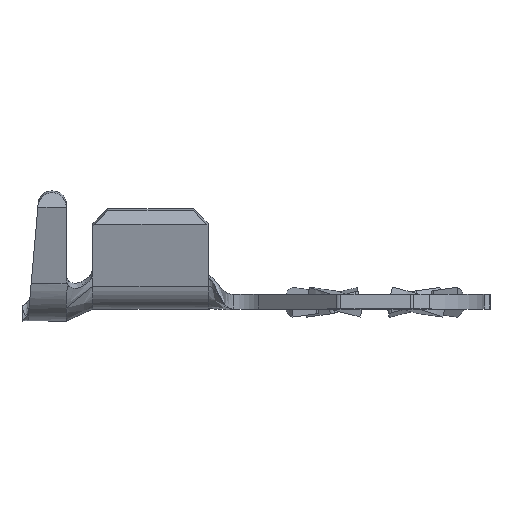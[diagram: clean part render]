
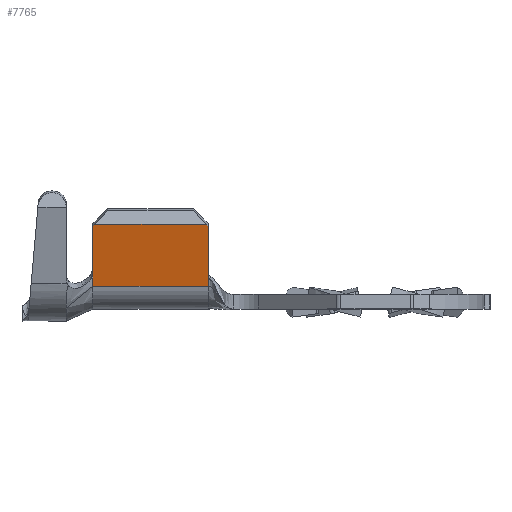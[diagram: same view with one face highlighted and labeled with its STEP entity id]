
A CAD part, top view. The second image highlights one B-rep face of the part: STEP entity #7765.
In plain terms, the highlighted planar face has unit normal (0, -0.222, 0.975).
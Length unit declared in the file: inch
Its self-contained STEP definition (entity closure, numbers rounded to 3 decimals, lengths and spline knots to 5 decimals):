
#170 = VECTOR ( 'NONE', #4632, 39.37008 ) ;
#188 = CARTESIAN_POINT ( 'NONE',  ( -0.477, 0.14008, 0.07176 ) ) ;
#318 = VERTEX_POINT ( 'NONE', #665 ) ;
#359 = VERTEX_POINT ( 'NONE', #6082 ) ;
#657 = EDGE_CURVE ( 'NONE', #359, #4949, #3093, .T. ) ;
#665 = CARTESIAN_POINT ( 'NONE',  ( -0.282, 0.05098, 0.0515 ) ) ;
#720 = CARTESIAN_POINT ( 'NONE',  ( -0.282, 0.03891, 0.04876 ) ) ;
#795 = ORIENTED_EDGE ( 'NONE', *, *, #1135, .F. ) ;
#920 = EDGE_CURVE ( 'NONE', #7840, #4949, #3465, .T. ) ;
#1013 = VECTOR ( 'NONE', #6695, 39.37008 ) ;
#1135 = EDGE_CURVE ( 'NONE', #359, #1554, #2228, .T. ) ;
#1380 = CARTESIAN_POINT ( 'NONE',  ( -0.47365, 0.14335, 0.0725 ) ) ;
#1520 = DIRECTION ( 'NONE',  ( 0., -0.975, -0.222 ) ) ;
#1554 = VERTEX_POINT ( 'NONE', #8535 ) ;
#1702 = CARTESIAN_POINT ( 'NONE',  ( -0.477, 0.03891, 0.04876 ) ) ;
#1788 = VECTOR ( 'NONE', #6833, 39.37008 ) ;
#1917 = CARTESIAN_POINT ( 'NONE',  ( -0.477, 0.06305, 0.05424 ) ) ;
#1943 = CARTESIAN_POINT ( 'NONE',  ( -0.477, 0.14335, 0.0725 ) ) ;
#2021 = LINE ( 'NONE', #7645, #1788 ) ;
#2211 = CARTESIAN_POINT ( 'NONE',  ( -0.282, 0.04294, 0.04967 ) ) ;
#2228 = LINE ( 'NONE', #720, #170 ) ;
#2236 = ORIENTED_EDGE ( 'NONE', *, *, #9701, .T. ) ;
#2397 = VECTOR ( 'NONE', #7975, 39.37008 ) ;
#2641 = VECTOR ( 'NONE', #1520, 39.37008 ) ;
#3093 = LINE ( 'NONE', #4313, #1013 ) ;
#3465 = LINE ( 'NONE', #1943, #9508 ) ;
#3488 = CARTESIAN_POINT ( 'NONE',  ( -0.282, 0.05308, 0.05198 ) ) ;
#3534 = ORIENTED_EDGE ( 'NONE', *, *, #5063, .T. ) ;
#3663 = ORIENTED_EDGE ( 'NONE', *, *, #7447, .T. ) ;
#3690 = DIRECTION ( 'NONE',  ( 0., -0.222, 0.975 ) ) ;
#4053 = VECTOR ( 'NONE', #8377, 39.37008 ) ;
#4313 = CARTESIAN_POINT ( 'NONE',  ( -0.32763, 0.18457, 0.08187 ) ) ;
#4402 = CARTESIAN_POINT ( 'NONE',  ( -0.477, 0.03891, 0.04876 ) ) ;
#4632 = DIRECTION ( 'NONE',  ( 0., -0.975, -0.222 ) ) ;
#4819 = EDGE_LOOP ( 'NONE', ( #6068, #2236, #3663, #7964, #6906, #5874, #3534, #795, #5979 ) ) ;
#4949 = VERTEX_POINT ( 'NONE', #5680 ) ;
#5015 = CARTESIAN_POINT ( 'NONE',  ( -0.282, 0.05098, 0.0515 ) ) ;
#5063 = EDGE_CURVE ( 'NONE', #318, #1554, #7503, .T. ) ;
#5343 = CARTESIAN_POINT ( 'NONE',  ( -0.282, 0.05098, 0.0515 ) ) ;
#5680 = CARTESIAN_POINT ( 'NONE',  ( -0.28535, 0.14335, 0.0725 ) ) ;
#5874 = ORIENTED_EDGE ( 'NONE', *, *, #7507, .F. ) ;
#5979 = ORIENTED_EDGE ( 'NONE', *, *, #657, .T. ) ;
#6068 = ORIENTED_EDGE ( 'NONE', *, *, #920, .F. ) ;
#6082 = CARTESIAN_POINT ( 'NONE',  ( -0.282, 0.14008, 0.07176 ) ) ;
#6138 = LINE ( 'NONE', #4402, #4053 ) ;
#6221 = CARTESIAN_POINT ( 'NONE',  ( -0.477, 0.03891, 0.04876 ) ) ;
#6323 = LINE ( 'NONE', #1702, #2397 ) ;
#6478 = CARTESIAN_POINT ( 'NONE',  ( -0.282, 0.03891, 0.04876 ) ) ;
#6620 = VERTEX_POINT ( 'NONE', #188 ) ;
#6662 = VERTEX_POINT ( 'NONE', #6478 ) ;
#6695 = DIRECTION ( 'NONE',  ( -0.707, 0.69, 0.157 ) ) ;
#6772 = PLANE ( 'NONE',  #9226 ) ;
#6833 = DIRECTION ( 'NONE',  ( -0.707, -0.69, -0.157 ) ) ;
#6906 = ORIENTED_EDGE ( 'NONE', *, *, #9344, .T. ) ;
#7139 = VERTEX_POINT ( 'NONE', #8060 ) ;
#7418 = CARTESIAN_POINT ( 'NONE',  ( -0.282, 0.05203, 0.05174 ) ) ;
#7447 = EDGE_CURVE ( 'NONE', #6620, #8789, #6138, .T. ) ;
#7503 = B_SPLINE_CURVE_WITH_KNOTS ( 'NONE', 3,
 ( #5015, #7418, #3488, #8987 ),
 .UNSPECIFIED., .F., .F.,
 ( 4, 4 ),
 ( 0., 1. ),
 .UNSPECIFIED. ) ;
#7507 = EDGE_CURVE ( 'NONE', #318, #6662, #7690, .T. ) ;
#7645 = CARTESIAN_POINT ( 'NONE',  ( -0.52887, 0.0895, 0.06026 ) ) ;
#7690 = B_SPLINE_CURVE_WITH_KNOTS ( 'NONE', 3,
 ( #5343, #10083, #2211, #7738 ),
 .UNSPECIFIED., .F., .F.,
 ( 4, 4 ),
 ( 0., 1. ),
 .UNSPECIFIED. ) ;
#7738 = CARTESIAN_POINT ( 'NONE',  ( -0.282, 0.03891, 0.04876 ) ) ;
#7765 = ADVANCED_FACE ( 'NONE', ( #8363 ), #6772, .T. ) ;
#7840 = VERTEX_POINT ( 'NONE', #1380 ) ;
#7964 = ORIENTED_EDGE ( 'NONE', *, *, #9299, .T. ) ;
#7975 = DIRECTION ( 'NONE',  ( 1., 0., 0. ) ) ;
#8060 = CARTESIAN_POINT ( 'NONE',  ( -0.477, 0.03891, 0.04876 ) ) ;
#8363 = FACE_OUTER_BOUND ( 'NONE', #4819, .T. ) ;
#8377 = DIRECTION ( 'NONE',  ( 0., -0.975, -0.222 ) ) ;
#8406 = CARTESIAN_POINT ( 'NONE',  ( -0.477, 0.03891, 0.04876 ) ) ;
#8535 = CARTESIAN_POINT ( 'NONE',  ( -0.282, 0.05412, 0.05221 ) ) ;
#8666 = LINE ( 'NONE', #6221, #2641 ) ;
#8789 = VERTEX_POINT ( 'NONE', #1917 ) ;
#8987 = CARTESIAN_POINT ( 'NONE',  ( -0.282, 0.05412, 0.05221 ) ) ;
#9203 = DIRECTION ( 'NONE',  ( 0., -0.975, -0.222 ) ) ;
#9226 = AXIS2_PLACEMENT_3D ( 'NONE', #8406, #3690, #9203 ) ;
#9299 = EDGE_CURVE ( 'NONE', #8789, #7139, #8666, .T. ) ;
#9344 = EDGE_CURVE ( 'NONE', #7139, #6662, #6323, .T. ) ;
#9508 = VECTOR ( 'NONE', #9865, 39.37008 ) ;
#9701 = EDGE_CURVE ( 'NONE', #7840, #6620, #2021, .T. ) ;
#9865 = DIRECTION ( 'NONE',  ( 1., 0., 0. ) ) ;
#10083 = CARTESIAN_POINT ( 'NONE',  ( -0.282, 0.04696, 0.05059 ) ) ;
